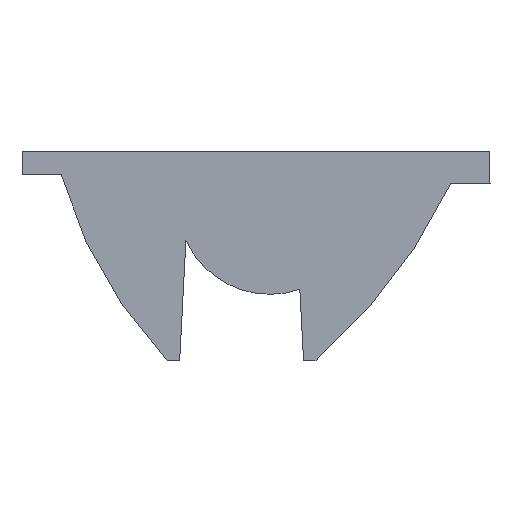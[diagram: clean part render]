
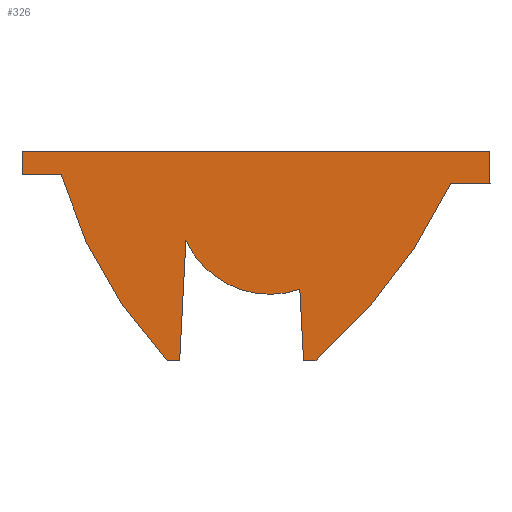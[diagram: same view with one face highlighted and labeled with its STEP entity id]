
A CAD part, left-side view. The second image highlights one B-rep face of the part: STEP entity #326.
In plain terms, the highlighted planar face has unit normal (-1, 0, 0).
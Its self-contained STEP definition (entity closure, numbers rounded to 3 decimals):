
#12 = DIRECTION ( 'NONE',  ( 1., 0., 0. ) ) ;
#14 = DIRECTION ( 'NONE',  ( 0., -1., 0. ) ) ;
#15 = DIRECTION ( 'NONE',  ( 0., 0., 1. ) ) ;
#22 = DIRECTION ( 'NONE',  ( 0., 1., 0. ) ) ;
#26 = EDGE_CURVE ( 'NONE', #162, #467, #462, .T. ) ;
#38 = EDGE_CURVE ( 'NONE', #181, #357, #220, .T. ) ;
#40 = FACE_OUTER_BOUND ( 'NONE', #309, .T. ) ;
#44 = DIRECTION ( 'NONE',  ( 0., 1., 0. ) ) ;
#47 = VERTEX_POINT ( 'NONE', #434 ) ;
#53 = LINE ( 'NONE', #400, #487 ) ;
#56 = CARTESIAN_POINT ( 'NONE',  ( -150., -1.599, 8.971 ) ) ;
#75 = EDGE_CURVE ( 'NONE', #441, #162, #282, .T. ) ;
#87 = PLANE ( 'NONE',  #450 ) ;
#88 = DIRECTION ( 'NONE',  ( -1., 0., 0. ) ) ;
#93 = DIRECTION ( 'NONE',  ( -1., 0., 0. ) ) ;
#99 = VECTOR ( 'NONE', #213, 1000. ) ;
#100 = EDGE_CURVE ( 'NONE', #374, #376, #159, .T. ) ;
#110 = ORIENTED_EDGE ( 'NONE', *, *, #504, .F. ) ;
#113 = EDGE_CURVE ( 'NONE', #283, #337, #324, .T. ) ;
#115 = ORIENTED_EDGE ( 'NONE', *, *, #451, .F. ) ;
#120 = CARTESIAN_POINT ( 'NONE',  ( -150., 3.482, 0. ) ) ;
#142 = DIRECTION ( 'NONE',  ( 0., -1., 0. ) ) ;
#148 = CARTESIAN_POINT ( 'NONE',  ( -150., -3.482, 0. ) ) ;
#153 = CIRCLE ( 'NONE', #503, 5.224 ) ;
#158 = CIRCLE ( 'NONE', #388, 25.341 ) ;
#159 = LINE ( 'NONE', #266, #362 ) ;
#161 = CARTESIAN_POINT ( 'NONE',  ( -150., 4.143, 11.8 ) ) ;
#162 = VERTEX_POINT ( 'NONE', #148 ) ;
#166 = LINE ( 'NONE', #371, #249 ) ;
#168 = ORIENTED_EDGE ( 'NONE', *, *, #100, .F. ) ;
#172 = LINE ( 'NONE', #407, #233 ) ;
#174 = DIRECTION ( 'NONE',  ( 0., 0., 1. ) ) ;
#177 = CARTESIAN_POINT ( 'NONE',  ( -150., 12.343, 10.466 ) ) ;
#178 = CARTESIAN_POINT ( 'NONE',  ( -150., 4.143, 11.8 ) ) ;
#179 = LINE ( 'NONE', #177, #409 ) ;
#181 = VERTEX_POINT ( 'NONE', #352 ) ;
#190 = ORIENTED_EDGE ( 'NONE', *, *, #113, .F. ) ;
#196 = CARTESIAN_POINT ( 'NONE',  ( -150., 4.182, 0. ) ) ;
#197 = CIRCLE ( 'NONE', #231, 31.152 ) ;
#198 = ORIENTED_EDGE ( 'NONE', *, *, #401, .T. ) ;
#202 = CARTESIAN_POINT ( 'NONE',  ( -150., 12.343, 10.466 ) ) ;
#206 = ORIENTED_EDGE ( 'NONE', *, *, #322, .F. ) ;
#207 = CARTESIAN_POINT ( 'NONE',  ( -150., -11.764, 10.001 ) ) ;
#213 = DIRECTION ( 'NONE',  ( 0., 0.052, -0.999 ) ) ;
#220 = LINE ( 'NONE', #178, #257 ) ;
#231 = AXIS2_PLACEMENT_3D ( 'NONE', #280, #88, #402 ) ;
#233 = VECTOR ( 'NONE', #14, 1000. ) ;
#235 = ORIENTED_EDGE ( 'NONE', *, *, #420, .F. ) ;
#249 = VECTOR ( 'NONE', #22, 1000. ) ;
#257 = VECTOR ( 'NONE', #142, 1000. ) ;
#260 = CARTESIAN_POINT ( 'NONE',  ( -150., -3.482, 0. ) ) ;
#262 = ORIENTED_EDGE ( 'NONE', *, *, #38, .F. ) ;
#266 = CARTESIAN_POINT ( 'NONE',  ( -150., -13.963, 11.8 ) ) ;
#269 = ORIENTED_EDGE ( 'NONE', *, *, #393, .T. ) ;
#280 = CARTESIAN_POINT ( 'NONE',  ( -150., 16.344, 23.434 ) ) ;
#281 = EDGE_CURVE ( 'NONE', #441, #456, #197, .T. ) ;
#282 = LINE ( 'NONE', #436, #314 ) ;
#283 = VERTEX_POINT ( 'NONE', #120 ) ;
#288 = CARTESIAN_POINT ( 'NONE',  ( -150., -13.963, 11.8 ) ) ;
#294 = CARTESIAN_POINT ( 'NONE',  ( -150., -4.182, 0. ) ) ;
#309 = EDGE_LOOP ( 'NONE', ( #235, #198, #190, #110, #269, #493, #435, #476, #206, #168, #115, #262, #363 ) ) ;
#313 = DIRECTION ( 'NONE',  ( 0., 0., -1. ) ) ;
#314 = VECTOR ( 'NONE', #444, 1000. ) ;
#322 = EDGE_CURVE ( 'NONE', #376, #456, #53, .T. ) ;
#324 = LINE ( 'NONE', #443, #433 ) ;
#326 = ADVANCED_FACE ( 'NONE', ( #40 ), #87, .F. ) ;
#335 = DIRECTION ( 'NONE',  ( -1., 0., 0. ) ) ;
#337 = VERTEX_POINT ( 'NONE', #196 ) ;
#352 = CARTESIAN_POINT ( 'NONE',  ( -150., 12.343, 11.8 ) ) ;
#355 = DIRECTION ( 'NONE',  ( 0., 1., 0. ) ) ;
#357 = VERTEX_POINT ( 'NONE', #161 ) ;
#362 = VECTOR ( 'NONE', #313, 1000. ) ;
#363 = ORIENTED_EDGE ( 'NONE', *, *, #500, .F. ) ;
#366 = DIRECTION ( 'NONE',  ( 0., 0., -1. ) ) ;
#371 = CARTESIAN_POINT ( 'NONE',  ( -150., 10.144, 10.466 ) ) ;
#372 = DIRECTION ( 'NONE',  ( 0., 0., 1. ) ) ;
#374 = VERTEX_POINT ( 'NONE', #288 ) ;
#376 = VERTEX_POINT ( 'NONE', #494 ) ;
#380 = CARTESIAN_POINT ( 'NONE',  ( -150., 3.129, 6.748 ) ) ;
#388 = AXIS2_PLACEMENT_3D ( 'NONE', #455, #93, #372 ) ;
#393 = EDGE_CURVE ( 'NONE', #47, #467, #153, .T. ) ;
#397 = LINE ( 'NONE', #380, #99 ) ;
#400 = CARTESIAN_POINT ( 'NONE',  ( -150., -13.963, 10.001 ) ) ;
#401 = EDGE_CURVE ( 'NONE', #425, #337, #158, .T. ) ;
#402 = DIRECTION ( 'NONE',  ( 0., 0., -1. ) ) ;
#407 = CARTESIAN_POINT ( 'NONE',  ( -150., 4.143, 11.8 ) ) ;
#409 = VECTOR ( 'NONE', #174, 1000. ) ;
#413 = CARTESIAN_POINT ( 'NONE',  ( -150., 10.144, 10.466 ) ) ;
#420 = EDGE_CURVE ( 'NONE', #425, #479, #166, .T. ) ;
#422 = VECTOR ( 'NONE', #429, 1000. ) ;
#425 = VERTEX_POINT ( 'NONE', #413 ) ;
#429 = DIRECTION ( 'NONE',  ( 0., 0.052, 0.999 ) ) ;
#433 = VECTOR ( 'NONE', #355, 1000. ) ;
#434 = CARTESIAN_POINT ( 'NONE',  ( -150., 3.129, 6.748 ) ) ;
#435 = ORIENTED_EDGE ( 'NONE', *, *, #75, .F. ) ;
#436 = CARTESIAN_POINT ( 'NONE',  ( -150., -4.182, 0. ) ) ;
#441 = VERTEX_POINT ( 'NONE', #294 ) ;
#443 = CARTESIAN_POINT ( 'NONE',  ( -150., 3.482, 0. ) ) ;
#444 = DIRECTION ( 'NONE',  ( 0., 1., 0. ) ) ;
#449 = CARTESIAN_POINT ( 'NONE',  ( -150., 20.845, 29.465 ) ) ;
#450 = AXIS2_PLACEMENT_3D ( 'NONE', #449, #12, #366 ) ;
#451 = EDGE_CURVE ( 'NONE', #357, #374, #172, .T. ) ;
#455 = CARTESIAN_POINT ( 'NONE',  ( -150., -14.224, 17.416 ) ) ;
#456 = VERTEX_POINT ( 'NONE', #207 ) ;
#460 = CARTESIAN_POINT ( 'NONE',  ( -150., -3.272, 4.021 ) ) ;
#462 = LINE ( 'NONE', #260, #422 ) ;
#467 = VERTEX_POINT ( 'NONE', #460 ) ;
#476 = ORIENTED_EDGE ( 'NONE', *, *, #281, .T. ) ;
#479 = VERTEX_POINT ( 'NONE', #202 ) ;
#487 = VECTOR ( 'NONE', #44, 1000. ) ;
#493 = ORIENTED_EDGE ( 'NONE', *, *, #26, .F. ) ;
#494 = CARTESIAN_POINT ( 'NONE',  ( -150., -13.963, 10.001 ) ) ;
#500 = EDGE_CURVE ( 'NONE', #479, #181, #179, .T. ) ;
#503 = AXIS2_PLACEMENT_3D ( 'NONE', #56, #335, #15 ) ;
#504 = EDGE_CURVE ( 'NONE', #47, #283, #397, .T. ) ;
